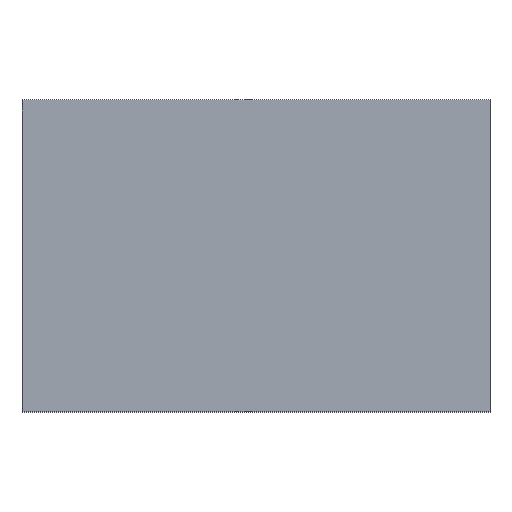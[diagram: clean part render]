
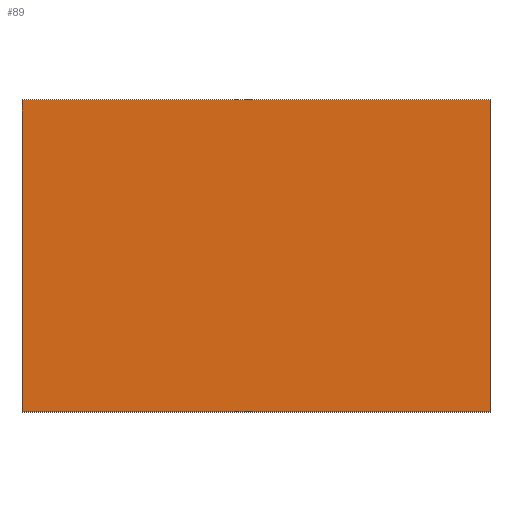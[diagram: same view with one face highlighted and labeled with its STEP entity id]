
A CAD part, top view. The second image highlights one B-rep face of the part: STEP entity #89.
In plain terms, the highlighted planar face has unit normal (0, 0, 1).
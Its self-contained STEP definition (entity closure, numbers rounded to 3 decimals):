
#89=ADVANCED_FACE('',(#135),#137,.T.);
#135=FACE_BOUND('',#136,.T.);
#136=EDGE_LOOP('',(#165,#166,#167,#168));
#137=PLANE('',#138);
#138=AXIS2_PLACEMENT_3D('',#139,#140,#141);
#139=CARTESIAN_POINT('',(0.,0.,3.));
#140=DIRECTION('',(0.,0.,1.));
#141=DIRECTION('',(1.,0.,0.));
#165=ORIENTED_EDGE('',*,*,#175,.T.);
#166=ORIENTED_EDGE('',*,*,#179,.T.);
#167=ORIENTED_EDGE('',*,*,#182,.T.);
#168=ORIENTED_EDGE('',*,*,#184,.T.);
#175=EDGE_CURVE('',#190,#188,#191,.T.);
#179=EDGE_CURVE('',#188,#195,#197,.T.);
#182=EDGE_CURVE('',#195,#200,#202,.T.);
#184=EDGE_CURVE('',#200,#190,#204,.T.);
#188=VERTEX_POINT('',#210);
#190=VERTEX_POINT('',#214);
#191=LINE('',#215,#216);
#195=VERTEX_POINT('',#225);
#197=LINE('',#229,#230);
#200=VERTEX_POINT('',#236);
#202=LINE('',#240,#241);
#204=LINE('',#246,#247);
#210=CARTESIAN_POINT('',(17.25,11.5,3.));
#214=CARTESIAN_POINT('',(17.25,-11.5,3.));
#215=CARTESIAN_POINT('',(17.25,-11.5,3.));
#216=VECTOR('',#217,1.);
#217=DIRECTION('',(0.,1.,0.));
#225=CARTESIAN_POINT('',(-17.25,11.5,3.));
#229=CARTESIAN_POINT('',(17.25,11.5,3.));
#230=VECTOR('',#231,1.);
#231=DIRECTION('',(-1.,0.,0.));
#236=CARTESIAN_POINT('',(-17.25,-11.5,3.));
#240=CARTESIAN_POINT('',(-17.25,11.5,3.));
#241=VECTOR('',#242,1.);
#242=DIRECTION('',(0.,-1.,0.));
#246=CARTESIAN_POINT('',(-17.25,-11.5,3.));
#247=VECTOR('',#248,1.);
#248=DIRECTION('',(1.,0.,0.));
